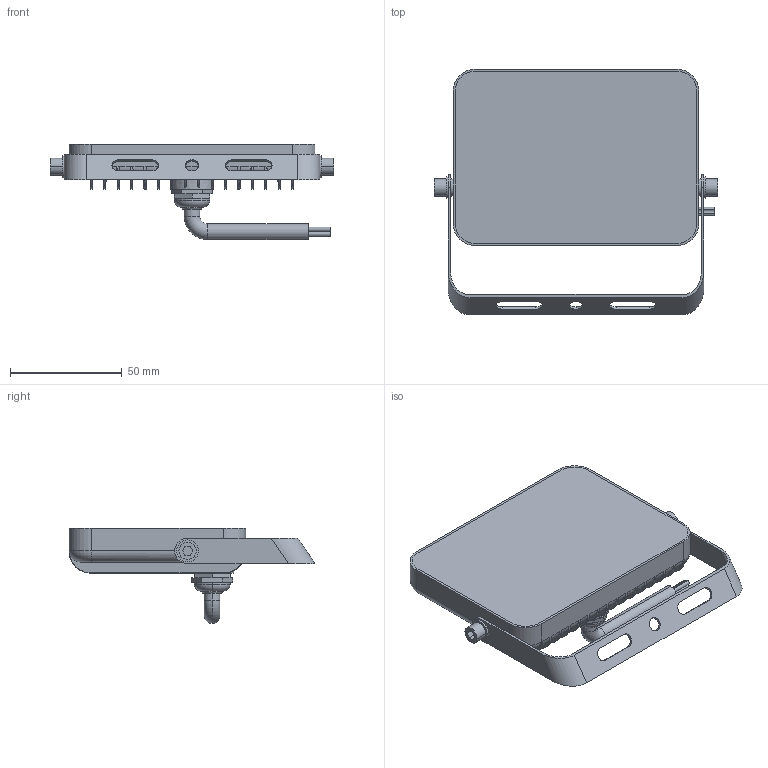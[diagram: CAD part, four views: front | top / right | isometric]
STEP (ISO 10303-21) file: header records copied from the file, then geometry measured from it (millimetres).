
FILE_DESCRIPTION (( 'STEP AP203' ), '1' );
FILE_NAME ('LPDO601-20-40-K02 Ïðîæåêòîð ÑÄÎ 06-20 ñâåòîäèîäíûé ÷åðíûé IP65 4000 K IEK.STEP', '2018-03-16T06:51:41', ( '' ), ( '' ), 'SwSTEP 2.0', 'SolidWorks 2014', '' );
FILE_SCHEMA (( 'CONFIG_CONTROL_DESIGN' ));
Length unit declared in the file: millimetre
Products named in the file (2): LPDO601-20-40-K02 Ïðîæåêòîð ÑÄÎ 06-20 ñâåòîäèîäíûé ÷åðíûé IP65 4000 K IEK
Bounding box: 127 x 110 x 42.5 mm (x, y, z)
Volume: 46264.6 mm3; surface area: 83816.3 mm2
Topology: 12 solids, 12 shells, 510 faces, 1235 edges, 760 vertices
Faces by surface type: cylinder 212, plane 197, bspline 80, torus 14, cone 7
Entity records: 17023 total; most frequent: CARTESIAN_POINT 5965, ORIENTED_EDGE 2470, DIRECTION 2071, EDGE_CURVE 1235, VERTEX_POINT 760, AXIS2_PLACEMENT_3D 739, VECTOR 593, LINE 593
